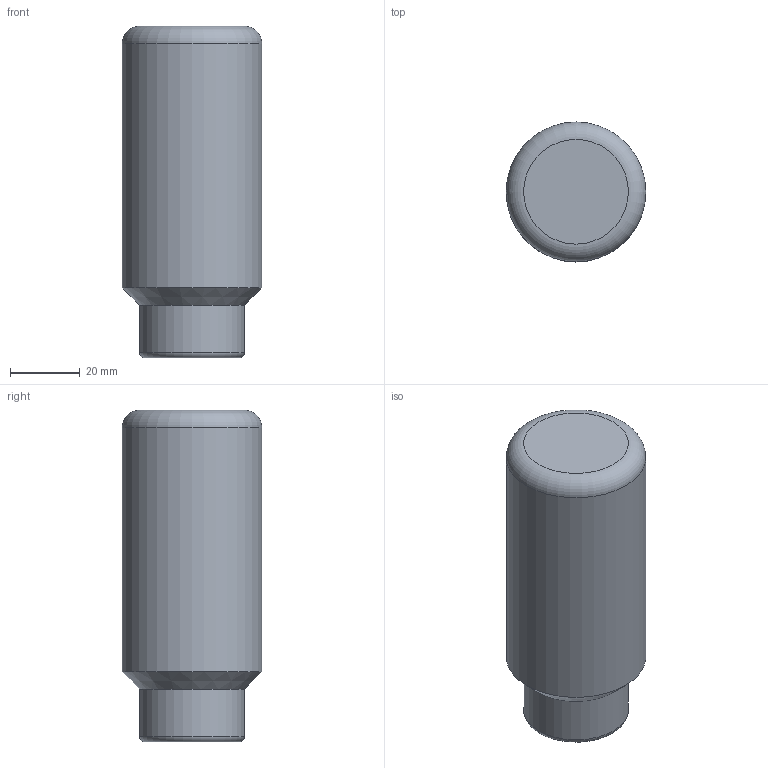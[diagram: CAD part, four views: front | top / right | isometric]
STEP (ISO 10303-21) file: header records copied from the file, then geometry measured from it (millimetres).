
FILE_DESCRIPTION(('FreeCAD Model'),'2;1');
FILE_NAME('Open CASCADE Shape Model','2026-01-08T23:06:12',('Author'),( ''),'Open CASCADE STEP processor 7.8','FreeCAD','Unknown');
FILE_SCHEMA(('AUTOMOTIVE_DESIGN { 1 0 10303 214 1 1 1 1 }'));
Length unit declared in the file: millimetre
Products named in the file (1): 80mm
Bounding box: 40 x 40 x 95 mm (x, y, z)
Volume: 107552.1 mm3; surface area: 14067.6 mm2
Topology: 1 solids, 1 shells, 53 faces, 106 edges, 56 vertices
Faces by surface type: bspline 33, cylinder 14, plane 3, torus 2, cone 1
Full cylindrical faces by diameter (mm): 10.5 x10, 30 x1, 40 x1
Entity records: 5310 total; most frequent: CARTESIAN_POINT 4463, ORIENTED_EDGE 212, EDGE_CURVE 106, DIRECTION 80, B_SPLINE_CURVE_WITH_KNOTS 80, VERTEX_POINT 56, FACE_BOUND 54, EDGE_LOOP 54
